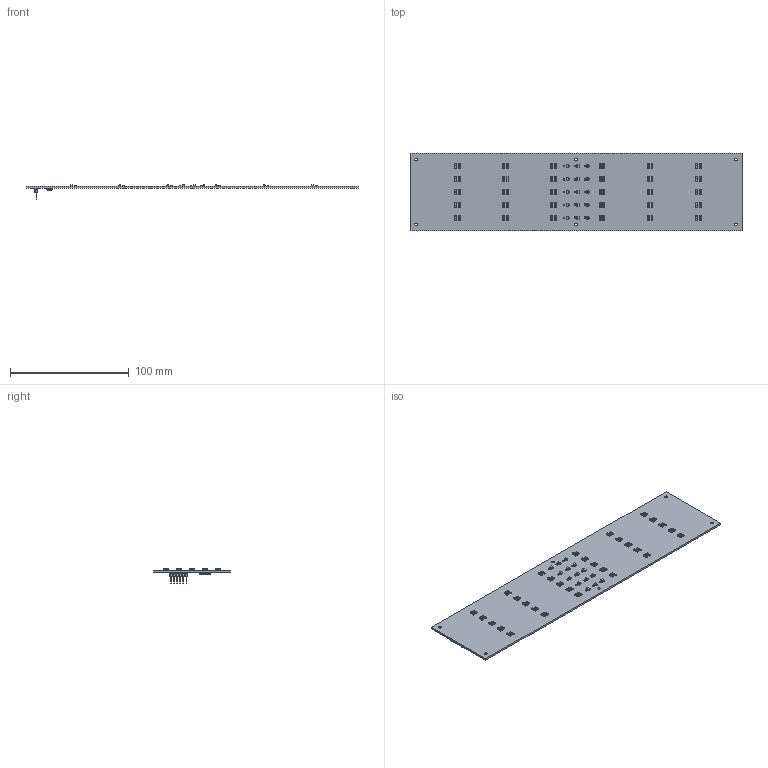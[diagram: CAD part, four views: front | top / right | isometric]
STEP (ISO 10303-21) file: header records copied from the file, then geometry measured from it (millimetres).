
FILE_DESCRIPTION(('KiCad electronic assembly'),'2;1');
FILE_NAME('led_mouth.step','2023-04-30T19:46:24',('Pcbnew'),('Kicad'), 'Open CASCADE STEP processor 7.6','KiCad to STEP converter','Unknown' );
FILE_SCHEMA(('AUTOMOTIVE_DESIGN { 1 0 10303 214 1 1 1 1 }'));
Length unit declared in the file: millimetre
Products named in the file (12): led_mouth 1; R_0603_1608Metric; SOLID; LED_0603_1608Metric; SOT-23; SOIC-16_3.9x9.9mm_P1.27mm; PinHeader_1x06_P2.54mm_Vertical_SMD_Pin1Left; PCB
Assembly tree (219 placements, depth 3):
  led_mouth 1
    R_0603_1608Metric  x105
      SOLID
    LED_0603_1608Metric  x90
      SOLID
    SOT-23  x15
      SOLID
    SOIC-16_3.9x9.9mm_P1.27mm  x2
      SOLID
    PinHeader_1x06_P2.54mm_Vertical_SMD_Pin1Left
      SOLID
    PCB
Bounding box: 280 x 65 x 12.18 mm (x, y, z)
Volume: 29180.7 mm3; surface area: 39531.9 mm2
Topology: 214 solids, 214 shells, 9292 faces, 24286 edges, 15526 vertices
Faces by surface type: plane 6931, cylinder 1876, bspline 485
Full cylindrical faces by diameter (mm): 0.6 x2
Entity records: 58128 total; most frequent: CARTESIAN_POINT 9824, DIRECTION 8180, LINE 5776, VECTOR 5776, ORIENTED_EDGE 4252, PCURVE 4252, DEFINITIONAL_REPRESENTATION 4252, EDGE_CURVE 2126
